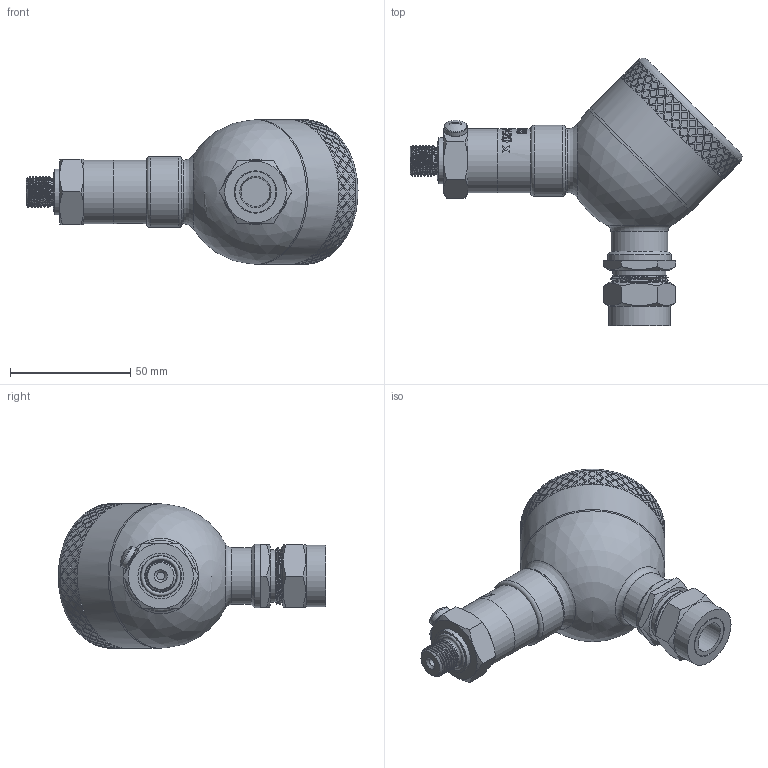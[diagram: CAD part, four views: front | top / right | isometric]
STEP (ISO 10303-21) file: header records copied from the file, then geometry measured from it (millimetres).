
FILE_DESCRIPTION(/* description */ (''),/* implementation_level */ '2;1');
FILE_NAME(/* name */ 'APZ3420x_G1''4DIN_CableGlandM20x1,5Exd_display.step',/* time_stamp */ '2021-07-02T14:24:27+03:00',/* author */ (''),/* organization */ (''),/* preprocessor_version */ 'ST-DEVELOPER v18.1',/* originating_system */ 'Autodesk Translation Framework v10.9.0.1377',/* authorisation */ '');
FILE_SCHEMA (('AUTOMOTIVE_DESIGN { 1 0 10303 214 3 1 1 }'));
Length unit declared in the file: millimetre
Products named in the file (8): АПЗ 3420 х заполненный; G 1\4 DIN; Field housing; Cover for display; Display; Main body; screw M6x1 v1; M20x1,5 steel cable gland Ex d v3
Assembly tree (7 placements, depth 3):
  АПЗ 3420 х заполненный
    G 1\4 DIN
    Field housing
      Cover for display
      Display
      Main body
    screw M6x1 v1
    M20x1,5 steel cable gland Ex d v3
Bounding box: 137.88 x 111.09 x 60.1 mm (x, y, z)
Volume: 231607.4 mm3; surface area: 51622.5 mm2
Topology: 15 solids, 15 shells, 1634 faces, 4077 edges, 2678 vertices
Faces by surface type: bspline 964, cylinder 346, plane 269, cone 33, torus 20, sphere 2
Full cylindrical faces by diameter (mm): 3.3 x1, 4.744 x3, 5 x4, 5.035 x2, 5.884 x4, 6.147 x1, 9.6 x1, 11 x1, 11.445 x6, 12 x1, 13 x1, 13.5 x1, 16.7 x1, 17 x2, 17.6 x1, 18.137 x7, 19 x1, 19.85 x6, 21 x1, 22 x1, 22.132 x1, 22.4 x1, 23.6 x1, 24.5 x2, 25.6 x1, 26.5 x3, 29.5 x1, 41 x3, 46 x2, 52.5 x1
Entity records: 71774 total; most frequent: CARTESIAN_POINT 40517, ORIENTED_EDGE 8148, EDGE_CURVE 4074, DIRECTION 3100, B_SPLINE_CURVE_WITH_KNOTS 2743, VERTEX_POINT 2678, EDGE_LOOP 1876, FACE_OUTER_BOUND 1634
